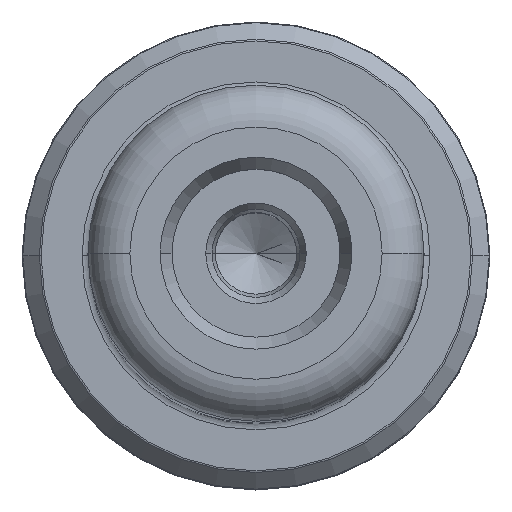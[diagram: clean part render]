
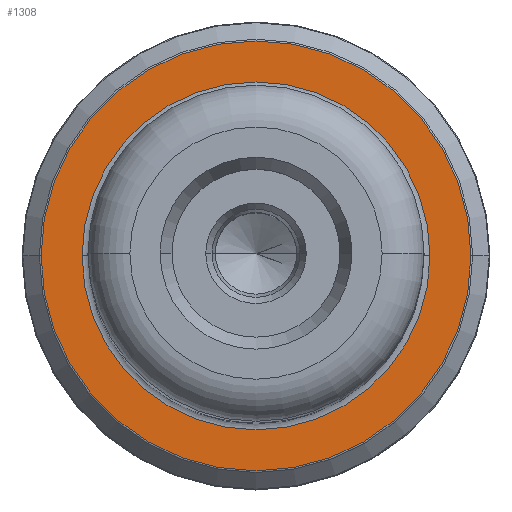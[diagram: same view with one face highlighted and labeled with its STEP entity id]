
A CAD part, top view. The second image highlights one B-rep face of the part: STEP entity #1308.
In plain terms, the highlighted planar face has unit normal (0, 0, 1).
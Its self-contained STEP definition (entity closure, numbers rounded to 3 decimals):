
#17 = DIRECTION ( 'NONE',  ( 0., 0., 1. ) ) ;
#27 = EDGE_CURVE ( 'NONE', #1431, #3974, #1224, .T. ) ;
#40 = DIRECTION ( 'NONE',  ( 0., 0., 1. ) ) ;
#49 = CIRCLE ( 'NONE', #3524, 14.5 ) ;
#221 = CARTESIAN_POINT ( 'NONE',  ( 17.917, 0., 30. ) ) ;
#257 = DIRECTION ( 'NONE',  ( 0., 0., -1. ) ) ;
#354 = CARTESIAN_POINT ( 'NONE',  ( -17.917, 0., 30. ) ) ;
#765 = ORIENTED_EDGE ( 'NONE', *, *, #27, .T. ) ;
#1052 = DIRECTION ( 'NONE',  ( -1., 0., 0. ) ) ;
#1084 = EDGE_LOOP ( 'NONE', ( #1411, #765 ) ) ;
#1148 = CIRCLE ( 'NONE', #2445, 17.917 ) ;
#1224 = CIRCLE ( 'NONE', #3089, 14.5 ) ;
#1266 = DIRECTION ( 'NONE',  ( 1., 0., 0. ) ) ;
#1287 = CARTESIAN_POINT ( 'NONE',  ( 0., 0., 30. ) ) ;
#1308 = ADVANCED_FACE ( 'NONE', ( #2855, #1560 ), #3368, .T. ) ;
#1331 = EDGE_CURVE ( 'NONE', #2135, #3821, #2244, .T. ) ;
#1411 = ORIENTED_EDGE ( 'NONE', *, *, #1783, .T. ) ;
#1431 = VERTEX_POINT ( 'NONE', #3926 ) ;
#1560 = FACE_OUTER_BOUND ( 'NONE', #1948, .T. ) ;
#1577 = DIRECTION ( 'NONE',  ( 1., 0., 0. ) ) ;
#1630 = CARTESIAN_POINT ( 'NONE',  ( 0., 0., 30. ) ) ;
#1783 = EDGE_CURVE ( 'NONE', #3974, #1431, #49, .T. ) ;
#1853 = DIRECTION ( 'NONE',  ( 1., 0., 0. ) ) ;
#1878 = CARTESIAN_POINT ( 'NONE',  ( 0., 0., 30. ) ) ;
#1948 = EDGE_LOOP ( 'NONE', ( #3661, #3865 ) ) ;
#2135 = VERTEX_POINT ( 'NONE', #354 ) ;
#2171 = AXIS2_PLACEMENT_3D ( 'NONE', #2788, #17, #1853 ) ;
#2244 = CIRCLE ( 'NONE', #3453, 17.917 ) ;
#2445 = AXIS2_PLACEMENT_3D ( 'NONE', #1630, #40, #1266 ) ;
#2699 = EDGE_CURVE ( 'NONE', #3821, #2135, #1148, .T. ) ;
#2788 = CARTESIAN_POINT ( 'NONE',  ( 0., 0., 30. ) ) ;
#2855 = FACE_BOUND ( 'NONE', #1084, .T. ) ;
#2992 = DIRECTION ( 'NONE',  ( -1., 0., 0. ) ) ;
#3016 = CARTESIAN_POINT ( 'NONE',  ( -14.5, 0., 30. ) ) ;
#3089 = AXIS2_PLACEMENT_3D ( 'NONE', #1287, #3711, #1052 ) ;
#3098 = DIRECTION ( 'NONE',  ( 0., 0., 1. ) ) ;
#3322 = CARTESIAN_POINT ( 'NONE',  ( 0., 0., 30. ) ) ;
#3368 = PLANE ( 'NONE',  #2171 ) ;
#3453 = AXIS2_PLACEMENT_3D ( 'NONE', #1878, #3098, #1577 ) ;
#3524 = AXIS2_PLACEMENT_3D ( 'NONE', #3322, #257, #2992 ) ;
#3661 = ORIENTED_EDGE ( 'NONE', *, *, #2699, .T. ) ;
#3711 = DIRECTION ( 'NONE',  ( 0., 0., -1. ) ) ;
#3821 = VERTEX_POINT ( 'NONE', #221 ) ;
#3865 = ORIENTED_EDGE ( 'NONE', *, *, #1331, .T. ) ;
#3926 = CARTESIAN_POINT ( 'NONE',  ( 14.5, 0., 30. ) ) ;
#3974 = VERTEX_POINT ( 'NONE', #3016 ) ;
